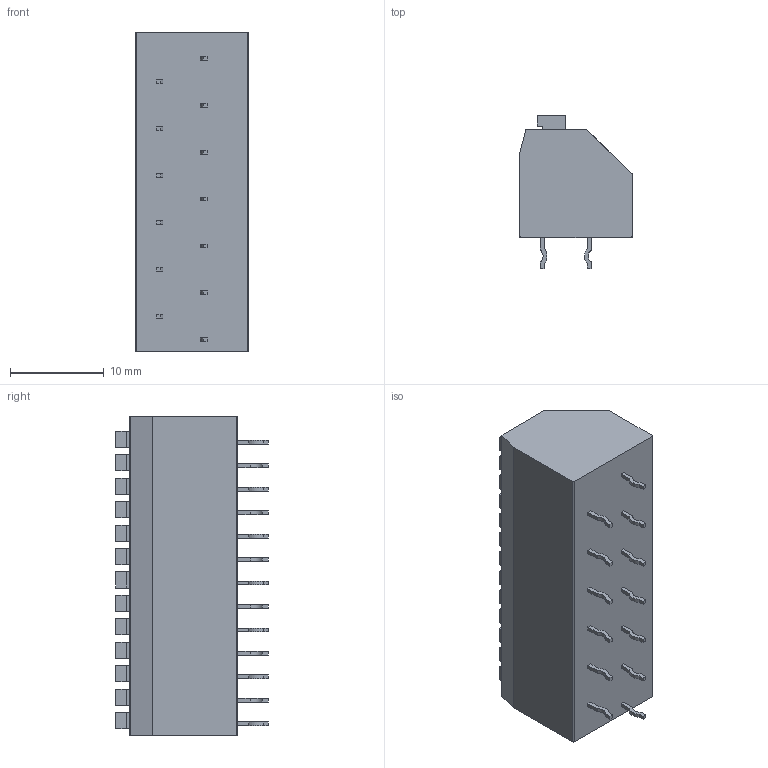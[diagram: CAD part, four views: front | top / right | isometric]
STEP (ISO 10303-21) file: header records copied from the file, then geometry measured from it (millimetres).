
FILE_DESCRIPTION((''),'2;1');
FILE_NAME('TLM-250','2024-09-27T12:00:23',('tluser'),(''),'CREO PARAMETRIC BY PTC INC, 2018100','CREO PARAMETRIC BY PTC INC, 2018100','');
FILE_SCHEMA(('CONFIG_CONTROL_DESIGN'));
Length unit declared in the file: millimetre
Products named in the file (1): TLM-250
Bounding box: 12 x 16.3 x 34 mm (x, y, z)
Volume: 4152.3 mm3; surface area: 2429 mm2
Topology: 1 solids, 1 shells, 287 faces, 777 edges, 518 vertices
Faces by surface type: plane 229, cylinder 58
Entity records: 9102 total; most frequent: CARTESIAN_POINT 1738, ORIENTED_EDGE 1554, DIRECTION 1441, EDGE_CURVE 777, VECTOR 661, LINE 661, VERTEX_POINT 518, AXIS2_PLACEMENT_3D 390
